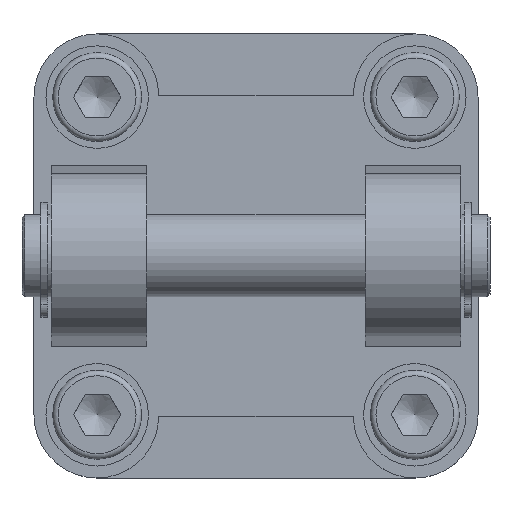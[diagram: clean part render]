
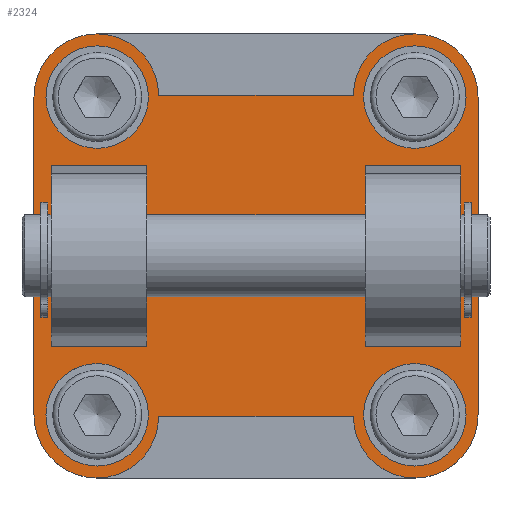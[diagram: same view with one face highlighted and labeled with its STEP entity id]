
A CAD part, top view. The second image highlights one B-rep face of the part: STEP entity #2324.
In plain terms, the highlighted planar face has unit normal (0, 0, 1).
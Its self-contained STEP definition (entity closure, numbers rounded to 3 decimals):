
#123=LINE('',#3754,#255);
#126=LINE('',#3763,#258);
#131=LINE('',#3774,#263);
#132=LINE('',#3777,#264);
#134=LINE('',#3780,#266);
#137=LINE('',#3789,#269);
#140=LINE('',#3794,#272);
#141=LINE('',#3796,#273);
#145=LINE('',#3852,#277);
#151=LINE('',#3869,#283);
#160=LINE('',#3899,#292);
#167=LINE('',#3920,#299);
#255=VECTOR('',#3062,26.5);
#258=VECTOR('',#3069,26.5);
#263=VECTOR('',#3080,14.);
#264=VECTOR('',#3083,14.);
#266=VECTOR('',#3087,26.5);
#269=VECTOR('',#3096,14.);
#272=VECTOR('',#3101,14.);
#273=VECTOR('',#3104,26.5);
#277=VECTOR('',#3172,28.5);
#283=VECTOR('',#3188,28.5);
#292=VECTOR('',#3221,46.5);
#299=VECTOR('',#3244,46.5);
#436=FACE_BOUND('',#796,.T.);
#437=FACE_BOUND('',#797,.T.);
#438=FACE_BOUND('',#798,.T.);
#439=FACE_BOUND('',#799,.T.);
#440=FACE_BOUND('',#800,.T.);
#441=FACE_BOUND('',#801,.T.);
#588=FACE_OUTER_BOUND('',#795,.T.);
#795=EDGE_LOOP('',(#1929,#1930,#1931,#1932,#1933,#1934,#1935,#1936,#1937,
#1938,#1939,#1940));
#796=EDGE_LOOP('',(#1941,#1942,#1943,#1944));
#797=EDGE_LOOP('',(#1945,#1946,#1947,#1948));
#798=EDGE_LOOP('',(#1949));
#799=EDGE_LOOP('',(#1950));
#800=EDGE_LOOP('',(#1951));
#801=EDGE_LOOP('',(#1952));
#903=CIRCLE('',#2538,7.5);
#906=CIRCLE('',#2544,7.5);
#909=CIRCLE('',#2550,7.5);
#912=CIRCLE('',#2556,7.5);
#915=CIRCLE('',#2561,9.);
#917=CIRCLE('',#2565,9.);
#919=CIRCLE('',#2570,9.);
#921=CIRCLE('',#2573,9.);
#922=CIRCLE('',#2577,9.25);
#924=CIRCLE('',#2581,9.25);
#926=CIRCLE('',#2585,9.25);
#928=CIRCLE('',#2589,9.25);
#1076=VERTEX_POINT('',#3751);
#1077=VERTEX_POINT('',#3753);
#1080=VERTEX_POINT('',#3760);
#1081=VERTEX_POINT('',#3762);
#1084=VERTEX_POINT('',#3772);
#1085=VERTEX_POINT('',#3776);
#1088=VERTEX_POINT('',#3788);
#1089=VERTEX_POINT('',#3792);
#1093=VERTEX_POINT('',#3807);
#1096=VERTEX_POINT('',#3816);
#1099=VERTEX_POINT('',#3825);
#1102=VERTEX_POINT('',#3834);
#1106=VERTEX_POINT('',#3843);
#1107=VERTEX_POINT('',#3845);
#1109=VERTEX_POINT('',#3851);
#1111=VERTEX_POINT('',#3857);
#1114=VERTEX_POINT('',#3866);
#1115=VERTEX_POINT('',#3868);
#1117=VERTEX_POINT('',#3874);
#1119=VERTEX_POINT('',#3880);
#1122=VERTEX_POINT('',#3892);
#1124=VERTEX_POINT('',#3898);
#1128=VERTEX_POINT('',#3913);
#1130=VERTEX_POINT('',#3919);
#1330=EDGE_CURVE('',#1077,#1076,#123,.T.);
#1334=EDGE_CURVE('',#1081,#1080,#126,.T.);
#1340=EDGE_CURVE('',#1080,#1084,#131,.T.);
#1341=EDGE_CURVE('',#1085,#1081,#132,.T.);
#1343=EDGE_CURVE('',#1084,#1085,#134,.T.);
#1347=EDGE_CURVE('',#1088,#1077,#137,.T.);
#1350=EDGE_CURVE('',#1076,#1089,#140,.T.);
#1351=EDGE_CURVE('',#1089,#1088,#141,.T.);
#1355=EDGE_CURVE('',#1093,#1093,#903,.T.);
#1358=EDGE_CURVE('',#1096,#1096,#906,.T.);
#1361=EDGE_CURVE('',#1099,#1099,#909,.T.);
#1364=EDGE_CURVE('',#1102,#1102,#912,.T.);
#1368=EDGE_CURVE('',#1107,#1106,#915,.T.);
#1371=EDGE_CURVE('',#1109,#1107,#145,.T.);
#1374=EDGE_CURVE('',#1111,#1109,#917,.T.);
#1379=EDGE_CURVE('',#1115,#1114,#151,.T.);
#1382=EDGE_CURVE('',#1117,#1115,#919,.T.);
#1386=EDGE_CURVE('',#1114,#1119,#921,.T.);
#1391=EDGE_CURVE('',#1111,#1122,#922,.T.);
#1394=EDGE_CURVE('',#1122,#1124,#160,.T.);
#1397=EDGE_CURVE('',#1124,#1119,#924,.T.);
#1402=EDGE_CURVE('',#1117,#1128,#926,.T.);
#1405=EDGE_CURVE('',#1128,#1130,#167,.T.);
#1408=EDGE_CURVE('',#1130,#1106,#928,.T.);
#1929=ORIENTED_EDGE('',*,*,#1368,.T.);
#1930=ORIENTED_EDGE('',*,*,#1408,.F.);
#1931=ORIENTED_EDGE('',*,*,#1405,.F.);
#1932=ORIENTED_EDGE('',*,*,#1402,.F.);
#1933=ORIENTED_EDGE('',*,*,#1382,.T.);
#1934=ORIENTED_EDGE('',*,*,#1379,.T.);
#1935=ORIENTED_EDGE('',*,*,#1386,.T.);
#1936=ORIENTED_EDGE('',*,*,#1397,.F.);
#1937=ORIENTED_EDGE('',*,*,#1394,.F.);
#1938=ORIENTED_EDGE('',*,*,#1391,.F.);
#1939=ORIENTED_EDGE('',*,*,#1374,.T.);
#1940=ORIENTED_EDGE('',*,*,#1371,.T.);
#1941=ORIENTED_EDGE('',*,*,#1350,.T.);
#1942=ORIENTED_EDGE('',*,*,#1351,.T.);
#1943=ORIENTED_EDGE('',*,*,#1347,.T.);
#1944=ORIENTED_EDGE('',*,*,#1330,.T.);
#1945=ORIENTED_EDGE('',*,*,#1340,.T.);
#1946=ORIENTED_EDGE('',*,*,#1343,.T.);
#1947=ORIENTED_EDGE('',*,*,#1341,.T.);
#1948=ORIENTED_EDGE('',*,*,#1334,.T.);
#1949=ORIENTED_EDGE('',*,*,#1355,.T.);
#1950=ORIENTED_EDGE('',*,*,#1358,.T.);
#1951=ORIENTED_EDGE('',*,*,#1361,.T.);
#1952=ORIENTED_EDGE('',*,*,#1364,.T.);
#2037=PLANE('',#2591);
#2324=ADVANCED_FACE('',(#588,#436,#437,#438,#439,#440,#441),#2037,.T.);
#2538=AXIS2_PLACEMENT_3D('',#3808,#3119,#3120);
#2544=AXIS2_PLACEMENT_3D('',#3817,#3131,#3132);
#2550=AXIS2_PLACEMENT_3D('',#3826,#3143,#3144);
#2556=AXIS2_PLACEMENT_3D('',#3835,#3155,#3156);
#2561=AXIS2_PLACEMENT_3D('',#3846,#3166,#3167);
#2565=AXIS2_PLACEMENT_3D('',#3858,#3178,#3179);
#2570=AXIS2_PLACEMENT_3D('',#3875,#3194,#3195);
#2573=AXIS2_PLACEMENT_3D('',#3882,#3202,#3203);
#2577=AXIS2_PLACEMENT_3D('',#3893,#3214,#3215);
#2581=AXIS2_PLACEMENT_3D('',#3904,#3226,#3227);
#2585=AXIS2_PLACEMENT_3D('',#3914,#3237,#3238);
#2589=AXIS2_PLACEMENT_3D('',#3925,#3249,#3250);
#2591=AXIS2_PLACEMENT_3D('',#3927,#3253,#3254);
#3062=DIRECTION('',(0.,1.,0.));
#3069=DIRECTION('',(0.,-1.,0.));
#3080=DIRECTION('',(-1.,0.,0.));
#3083=DIRECTION('',(1.,0.,0.));
#3087=DIRECTION('',(0.,1.,0.));
#3096=DIRECTION('',(-1.,0.,0.));
#3101=DIRECTION('',(1.,0.,0.));
#3104=DIRECTION('',(0.,-1.,0.));
#3119=DIRECTION('center_axis',(0.,0.,-1.));
#3120=DIRECTION('ref_axis',(1.,0.,0.));
#3131=DIRECTION('center_axis',(0.,0.,-1.));
#3132=DIRECTION('ref_axis',(1.,0.,0.));
#3143=DIRECTION('center_axis',(0.,0.,-1.));
#3144=DIRECTION('ref_axis',(1.,0.,0.));
#3155=DIRECTION('center_axis',(0.,0.,-1.));
#3156=DIRECTION('ref_axis',(1.,0.,0.));
#3166=DIRECTION('center_axis',(0.,0.,1.));
#3167=DIRECTION('ref_axis',(-1.,0.,0.));
#3172=DIRECTION('',(-1.,0.,0.));
#3178=DIRECTION('center_axis',(0.,0.,1.));
#3179=DIRECTION('ref_axis',(0.,-1.,0.));
#3188=DIRECTION('',(1.,0.,0.));
#3194=DIRECTION('center_axis',(0.,0.,1.));
#3195=DIRECTION('ref_axis',(0.,1.,0.));
#3202=DIRECTION('center_axis',(0.,0.,1.));
#3203=DIRECTION('ref_axis',(1.,0.,0.));
#3214=DIRECTION('center_axis',(0.,0.,-1.));
#3215=DIRECTION('ref_axis',(-1.,0.,0.));
#3221=DIRECTION('',(0.,-1.,0.));
#3226=DIRECTION('center_axis',(0.,0.,-1.));
#3227=DIRECTION('ref_axis',(0.,1.,0.));
#3237=DIRECTION('center_axis',(0.,0.,-1.));
#3238=DIRECTION('ref_axis',(1.,0.,0.));
#3244=DIRECTION('',(0.,1.,0.));
#3249=DIRECTION('center_axis',(0.,0.,-1.));
#3250=DIRECTION('ref_axis',(0.,-1.,0.));
#3253=DIRECTION('center_axis',(0.,0.,1.));
#3254=DIRECTION('ref_axis',(1.,0.,0.));
#3751=CARTESIAN_POINT('',(16.,13.25,11.));
#3753=CARTESIAN_POINT('',(16.,-13.25,11.));
#3754=CARTESIAN_POINT('',(16.,0.,11.));
#3760=CARTESIAN_POINT('',(-16.,-13.25,11.));
#3762=CARTESIAN_POINT('',(-16.,13.25,11.));
#3763=CARTESIAN_POINT('',(-16.,0.,11.));
#3772=CARTESIAN_POINT('',(-30.,-13.25,11.));
#3774=CARTESIAN_POINT('',(-15.,-13.25,11.));
#3776=CARTESIAN_POINT('',(-30.,13.25,11.));
#3777=CARTESIAN_POINT('',(-15.,13.25,11.));
#3780=CARTESIAN_POINT('',(-30.,0.,11.));
#3788=CARTESIAN_POINT('',(30.,-13.25,11.));
#3789=CARTESIAN_POINT('',(15.,-13.25,11.));
#3792=CARTESIAN_POINT('',(30.,13.25,11.));
#3794=CARTESIAN_POINT('',(15.,13.25,11.));
#3796=CARTESIAN_POINT('',(30.,0.,11.));
#3807=CARTESIAN_POINT('',(30.75,-23.25,11.));
#3808=CARTESIAN_POINT('Origin',(23.25,-23.25,11.));
#3816=CARTESIAN_POINT('',(-15.75,23.25,11.));
#3817=CARTESIAN_POINT('Origin',(-23.25,23.25,11.));
#3825=CARTESIAN_POINT('',(30.75,23.25,11.));
#3826=CARTESIAN_POINT('Origin',(23.25,23.25,11.));
#3834=CARTESIAN_POINT('',(-15.75,-23.25,11.));
#3835=CARTESIAN_POINT('Origin',(-23.25,-23.25,11.));
#3843=CARTESIAN_POINT('',(-23.25,32.5,11.));
#3845=CARTESIAN_POINT('',(-14.25,23.5,11.));
#3846=CARTESIAN_POINT('Origin',(-23.25,23.5,11.));
#3851=CARTESIAN_POINT('',(14.25,23.5,11.));
#3852=CARTESIAN_POINT('',(-7.125,23.5,11.));
#3857=CARTESIAN_POINT('',(23.25,32.5,11.));
#3858=CARTESIAN_POINT('Origin',(23.25,23.5,11.));
#3866=CARTESIAN_POINT('',(14.25,-23.5,11.));
#3868=CARTESIAN_POINT('',(-14.25,-23.5,11.));
#3869=CARTESIAN_POINT('',(7.125,-23.5,11.));
#3874=CARTESIAN_POINT('',(-23.25,-32.5,11.));
#3875=CARTESIAN_POINT('Origin',(-23.25,-23.5,11.));
#3880=CARTESIAN_POINT('',(23.25,-32.5,11.));
#3882=CARTESIAN_POINT('Origin',(23.25,-23.5,11.));
#3892=CARTESIAN_POINT('',(32.5,23.25,11.));
#3893=CARTESIAN_POINT('Origin',(23.25,23.25,11.));
#3898=CARTESIAN_POINT('',(32.5,-23.25,11.));
#3899=CARTESIAN_POINT('',(32.5,23.25,11.));
#3904=CARTESIAN_POINT('Origin',(23.25,-23.25,11.));
#3913=CARTESIAN_POINT('',(-32.5,-23.25,11.));
#3914=CARTESIAN_POINT('Origin',(-23.25,-23.25,11.));
#3919=CARTESIAN_POINT('',(-32.5,23.25,11.));
#3920=CARTESIAN_POINT('',(-32.5,-23.25,11.));
#3925=CARTESIAN_POINT('Origin',(-23.25,23.25,11.));
#3927=CARTESIAN_POINT('Origin',(0.,0.,
11.));
